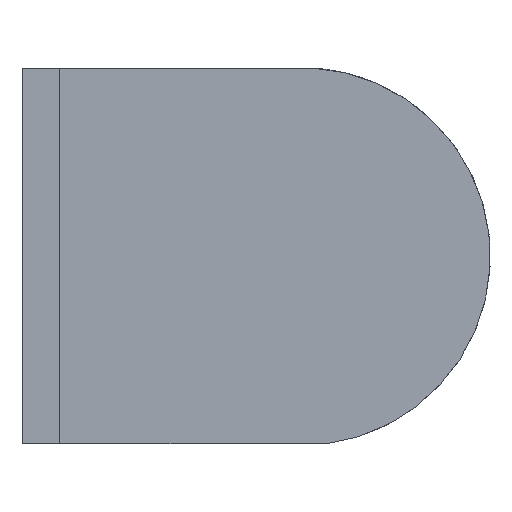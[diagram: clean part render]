
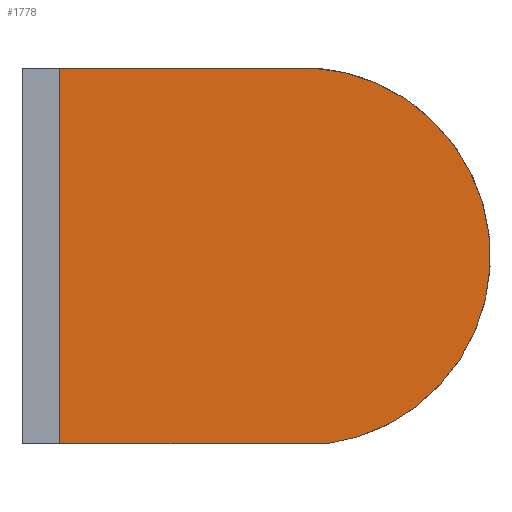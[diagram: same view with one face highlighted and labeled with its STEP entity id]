
A CAD part, left-side view. The second image highlights one B-rep face of the part: STEP entity #1778.
In plain terms, the highlighted planar face has unit normal (-1, 0, 0).
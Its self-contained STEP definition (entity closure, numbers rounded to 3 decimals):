
#101=CIRCLE('',#1919,35.178);
#186=FACE_OUTER_BOUND('',#283,.T.);
#283=EDGE_LOOP('',(#1439,#1440,#1441,#1442));
#439=LINE('',#2768,#648);
#456=LINE('',#2821,#665);
#457=LINE('',#2822,#666);
#648=VECTOR('',#2232,10.);
#665=VECTOR('',#2287,10.);
#666=VECTOR('',#2288,10.);
#820=VERTEX_POINT('',#2758);
#824=VERTEX_POINT('',#2766);
#825=VERTEX_POINT('',#2770);
#841=VERTEX_POINT('',#2820);
#1029=EDGE_CURVE('',#820,#824,#439,.T.);
#1030=EDGE_CURVE('',#825,#820,#101,.T.);
#1055=EDGE_CURVE('',#824,#841,#456,.T.);
#1056=EDGE_CURVE('',#841,#825,#457,.T.);
#1439=ORIENTED_EDGE('',*,*,#1030,.T.);
#1440=ORIENTED_EDGE('',*,*,#1029,.T.);
#1441=ORIENTED_EDGE('',*,*,#1055,.T.);
#1442=ORIENTED_EDGE('',*,*,#1056,.T.);
#1698=PLANE('',#1936);
#1778=ADVANCED_FACE('',(#186),#1698,.T.);
#1919=AXIS2_PLACEMENT_3D('',#2771,#2235,#2236);
#1936=AXIS2_PLACEMENT_3D('',#2819,#2285,#2286);
#2232=DIRECTION('',(0.,1.,0.));
#2235=DIRECTION('center_axis',(-1.,0.,0.));
#2236=DIRECTION('ref_axis',(0.,-1.,0.));
#2285=DIRECTION('center_axis',(-1.,0.,0.));
#2286=DIRECTION('ref_axis',(0.,0.,-1.));
#2287=DIRECTION('',(0.,0.,-1.));
#2288=DIRECTION('',(0.,-1.,0.));
#2758=CARTESIAN_POINT('',(-76.,-42.133,30.));
#2766=CARTESIAN_POINT('',(-76.,5.,30.));
#2768=CARTESIAN_POINT('',(-76.,5.,30.));
#2770=CARTESIAN_POINT('',(-76.,-44.514,-40.));
#2771=CARTESIAN_POINT('Origin',(-76.,-40.,-5.113));
#2819=CARTESIAN_POINT('Origin',(-76.,5.,30.));
#2820=CARTESIAN_POINT('',(-76.,5.,-40.));
#2821=CARTESIAN_POINT('',(-76.,5.,-22.5));
#2822=CARTESIAN_POINT('',(-76.,5.,-40.));
